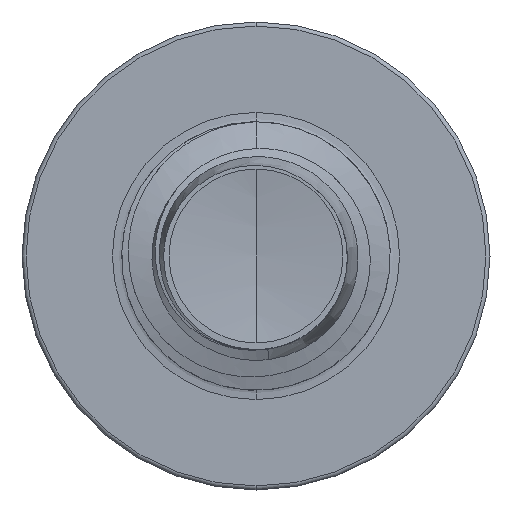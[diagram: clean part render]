
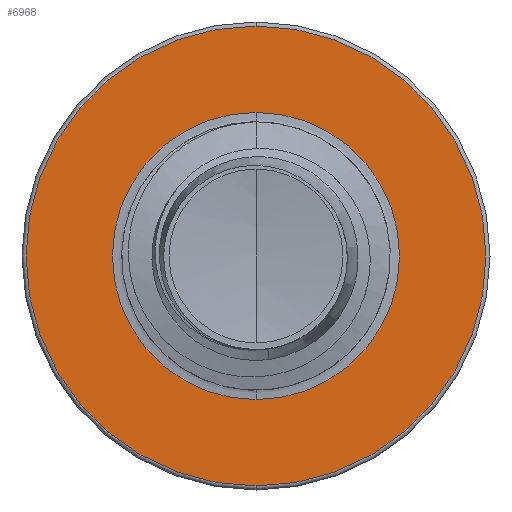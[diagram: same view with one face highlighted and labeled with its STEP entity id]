
A CAD part, front view. The second image highlights one B-rep face of the part: STEP entity #6968.
In plain terms, the highlighted planar face has unit normal (0, -1, 0).
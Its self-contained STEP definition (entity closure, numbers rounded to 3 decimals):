
#331 = ORIENTED_EDGE ( 'NONE', *, *, #13284, .F. ) ;
#435 = ORIENTED_EDGE ( 'NONE', *, *, #1546, .F. ) ;
#441 = CARTESIAN_POINT ( 'NONE',  ( 0., 4.5, 1.872 ) ) ;
#831 = DIRECTION ( 'NONE',  ( 0., 1., 0. ) ) ;
#1444 = FACE_BOUND ( 'NONE', #13592, .T. ) ;
#1546 = EDGE_CURVE ( 'NONE', #3806, #2805, #5132, .T. ) ;
#1965 = DIRECTION ( 'NONE',  ( 0., 1., 0. ) ) ;
#2330 = CIRCLE ( 'NONE', #2358, 2.998 ) ;
#2358 = AXIS2_PLACEMENT_3D ( 'NONE', #8670, #1965, #9744 ) ;
#2805 = VERTEX_POINT ( 'NONE', #11548 ) ;
#3588 = AXIS2_PLACEMENT_3D ( 'NONE', #5175, #12310, #6270 ) ;
#3806 = VERTEX_POINT ( 'NONE', #13806 ) ;
#3844 = CARTESIAN_POINT ( 'NONE',  ( 0., 4.5, -1.872 ) ) ;
#4638 = AXIS2_PLACEMENT_3D ( 'NONE', #13374, #4654, #12815 ) ;
#4654 = DIRECTION ( 'NONE',  ( 0., 1., 0. ) ) ;
#5132 = CIRCLE ( 'NONE', #4638, 2.998 ) ;
#5175 = CARTESIAN_POINT ( 'NONE',  ( 0., 4.5, 0. ) ) ;
#5534 = ORIENTED_EDGE ( 'NONE', *, *, #8899, .T. ) ;
#6270 = DIRECTION ( 'NONE',  ( 0., 0., 1. ) ) ;
#6383 = DIRECTION ( 'NONE',  ( 0., 0., 1. ) ) ;
#6388 = DIRECTION ( 'NONE',  ( 0., 1., 0. ) ) ;
#6404 = CARTESIAN_POINT ( 'NONE',  ( 0., 4.5, -1.872 ) ) ;
#6428 = PLANE ( 'NONE',  #12536 ) ;
#6968 = ADVANCED_FACE ( 'NONE', ( #12169, #1444 ), #6428, .F. ) ;
#7391 = AXIS2_PLACEMENT_3D ( 'NONE', #7666, #831, #8740 ) ;
#7666 = CARTESIAN_POINT ( 'NONE',  ( 0., 4.5, 0. ) ) ;
#8353 = ORIENTED_EDGE ( 'NONE', *, *, #9442, .T. ) ;
#8456 = CIRCLE ( 'NONE', #3588, 1.872 ) ;
#8489 = VERTEX_POINT ( 'NONE', #3844 ) ;
#8670 = CARTESIAN_POINT ( 'NONE',  ( 0., 4.5, 0. ) ) ;
#8740 = DIRECTION ( 'NONE',  ( 0., 0., 1. ) ) ;
#8814 = CIRCLE ( 'NONE', #7391, 1.872 ) ;
#8899 = EDGE_CURVE ( 'NONE', #8489, #12965, #8814, .T. ) ;
#9442 = EDGE_CURVE ( 'NONE', #12965, #8489, #8456, .T. ) ;
#9644 = EDGE_LOOP ( 'NONE', ( #435, #331 ) ) ;
#9744 = DIRECTION ( 'NONE',  ( 0., 0., 1. ) ) ;
#11548 = CARTESIAN_POINT ( 'NONE',  ( 0., 4.5, -2.997 ) ) ;
#12169 = FACE_OUTER_BOUND ( 'NONE', #9644, .T. ) ;
#12310 = DIRECTION ( 'NONE',  ( 0., 1., 0. ) ) ;
#12536 = AXIS2_PLACEMENT_3D ( 'NONE', #6404, #6388, #6383 ) ;
#12815 = DIRECTION ( 'NONE',  ( 0., 0., 1. ) ) ;
#12965 = VERTEX_POINT ( 'NONE', #441 ) ;
#13284 = EDGE_CURVE ( 'NONE', #2805, #3806, #2330, .T. ) ;
#13374 = CARTESIAN_POINT ( 'NONE',  ( 0., 4.5, 0. ) ) ;
#13592 = EDGE_LOOP ( 'NONE', ( #8353, #5534 ) ) ;
#13806 = CARTESIAN_POINT ( 'NONE',  ( 0., 4.5, 2.998 ) ) ;
